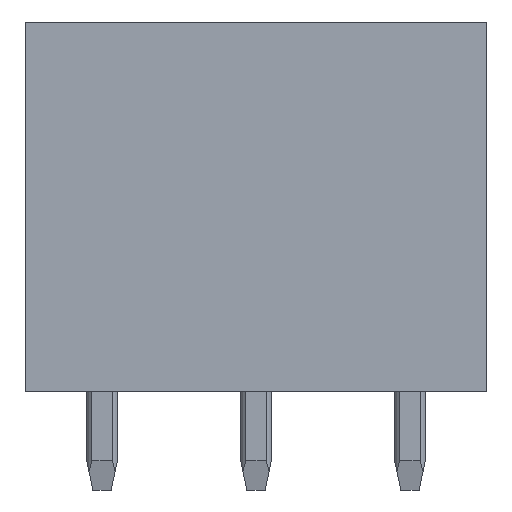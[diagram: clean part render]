
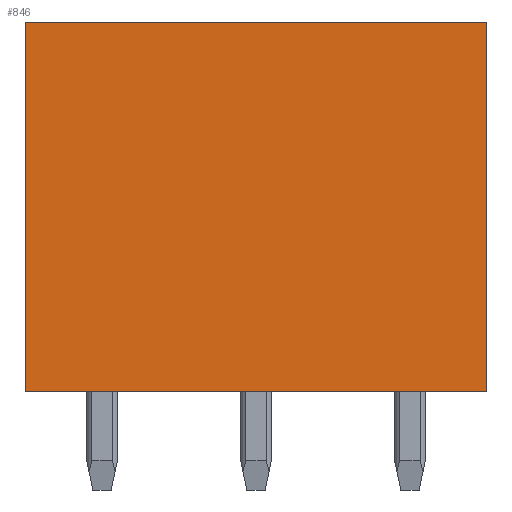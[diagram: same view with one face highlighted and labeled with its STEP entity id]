
A CAD part, front view. The second image highlights one B-rep face of the part: STEP entity #846.
In plain terms, the highlighted planar face has unit normal (0, -1, 0).
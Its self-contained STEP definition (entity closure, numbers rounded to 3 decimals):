
#826=AXIS2_PLACEMENT_3D('Plane Axis2P3D',#823,#824,#825) ;
#424=CARTESIAN_POINT('Vertex',(15.,0.,15.2)) ;
#427=CARTESIAN_POINT('Line Origine',(15.,0.,9.2)) ;
#431=CARTESIAN_POINT('Vertex',(15.,0.,3.2)) ;
#808=CARTESIAN_POINT('Vertex',(0.,0.,15.2)) ;
#811=CARTESIAN_POINT('Line Origine',(7.5,0.,15.2)) ;
#823=CARTESIAN_POINT('Axis2P3D Location',(0.,0.,3.2)) ;
#828=CARTESIAN_POINT('Line Origine',(0.,0.,9.2)) ;
#832=CARTESIAN_POINT('Vertex',(0.,0.,3.2)) ;
#835=CARTESIAN_POINT('Line Origine',(7.5,0.,3.2)) ;
#428=DIRECTION('Vector Direction',(0.,0.,1.)) ;
#812=DIRECTION('Vector Direction',(1.,0.,0.)) ;
#824=DIRECTION('Axis2P3D Direction',(0.,1.,0.)) ;
#825=DIRECTION('Axis2P3D XDirection',(0.,0.,1.)) ;
#829=DIRECTION('Vector Direction',(0.,0.,1.)) ;
#836=DIRECTION('Vector Direction',(1.,0.,0.)) ;
#429=VECTOR('Line Direction',#428,1.) ;
#813=VECTOR('Line Direction',#812,1.) ;
#830=VECTOR('Line Direction',#829,1.) ;
#837=VECTOR('Line Direction',#836,1.) ;
#841=ORIENTED_EDGE('',*,*,#433,.T.) ;
#842=ORIENTED_EDGE('',*,*,#815,.F.) ;
#843=ORIENTED_EDGE('',*,*,#834,.F.) ;
#844=ORIENTED_EDGE('',*,*,#839,.T.) ;
#846=ADVANCED_FACE('Housing',(#845),#827,.F.) ;
#433=EDGE_CURVE('',#432,#425,#430,.T.) ;
#815=EDGE_CURVE('',#809,#425,#814,.T.) ;
#834=EDGE_CURVE('',#833,#809,#831,.T.) ;
#839=EDGE_CURVE('',#833,#432,#838,.T.) ;
#840=EDGE_LOOP('',(#841,#842,#843,#844)) ;
#845=FACE_OUTER_BOUND('',#840,.T.) ;
#430=LINE('Line',#427,#429) ;
#814=LINE('Line',#811,#813) ;
#831=LINE('Line',#828,#830) ;
#838=LINE('Line',#835,#837) ;
#827=PLANE('',#826) ;
#425=VERTEX_POINT('',#424) ;
#432=VERTEX_POINT('',#431) ;
#809=VERTEX_POINT('',#808) ;
#833=VERTEX_POINT('',#832) ;
